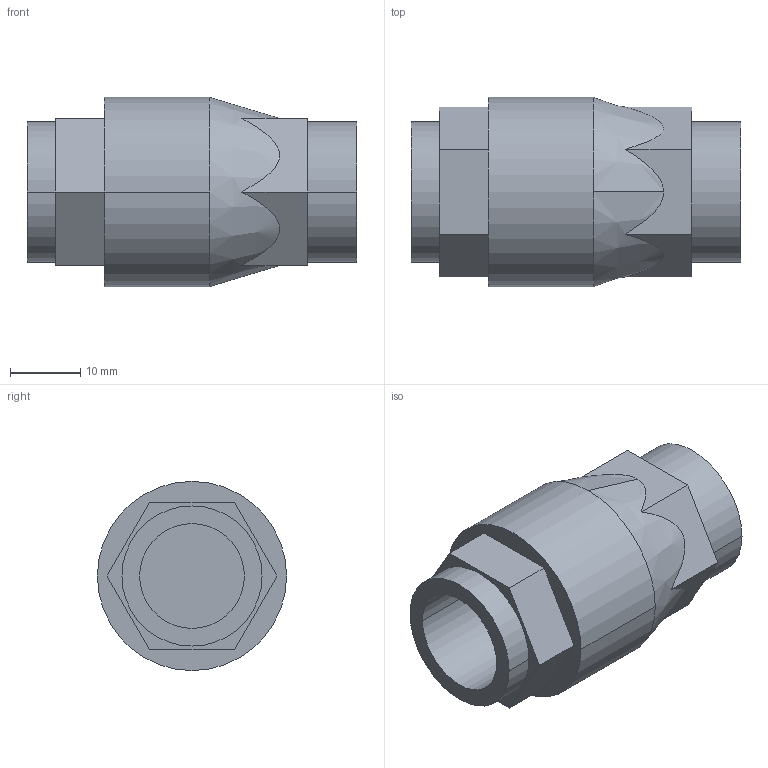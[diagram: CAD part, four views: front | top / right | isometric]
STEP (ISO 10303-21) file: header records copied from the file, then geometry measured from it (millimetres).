
FILE_DESCRIPTION(('Creo Elements/Direct Modeling STEP Export'),'2;1');
FILE_NAME('10000103.stp','2021-05-24T 9:28:20',(''),(''),'Creo Elements/Direct Modeling STEP processor for AP214 (Solid Model)','Creo Elements/Direct Modeling 20.1D 10-Oct-2020 (C) Parametric Technology GmbH','');
FILE_SCHEMA(('AUTOMOTIVE_DESIGN { 1 0 10303 214 1 1 1 1 }'));
Length unit declared in the file: millimetre
Products named in the file (3): 10000103-8360.PRT; 10000103-8690.ASM; 10000103.stp
Assembly tree (2 placements, depth 3):
  10000103.stp
    10000103-8690.ASM
      10000103-8360.PRT
Bounding box: 47 x 27 x 27 mm (x, y, z)
Volume: 16988.8 mm3; surface area: 5550 mm2
Topology: 1 solids, 1 shells, 31 faces, 72 edges, 48 vertices
Faces by surface type: plane 19, cylinder 10, cone 2
Entity records: 1056 total; most frequent: CARTESIAN_POINT 318, ORIENTED_EDGE 144, DIRECTION 130, EDGE_CURVE 72, VERTEX_POINT 48, AXIS2_PLACEMENT_3D 44, VECTOR 42, LINE 42
